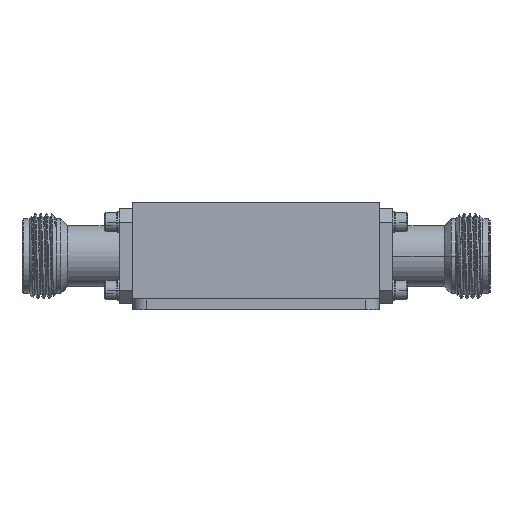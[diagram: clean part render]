
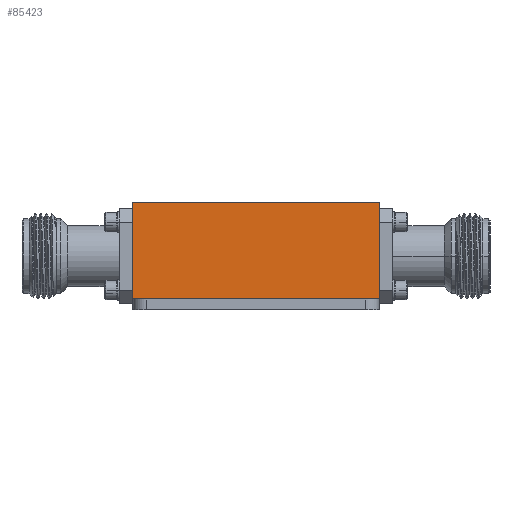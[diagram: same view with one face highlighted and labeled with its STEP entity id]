
A CAD part, left-side view. The second image highlights one B-rep face of the part: STEP entity #85423.
In plain terms, the highlighted planar face has unit normal (-1, 0, 0).
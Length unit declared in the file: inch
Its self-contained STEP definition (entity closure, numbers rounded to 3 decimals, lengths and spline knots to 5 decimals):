
#2808 = CARTESIAN_POINT ( 'NONE',  ( -3.50394, -0.90551, 0.3937 ) ) ;
#3447 = DIRECTION ( 'NONE',  ( 0., -1., 0. ) ) ;
#4021 = DIRECTION ( 'NONE',  ( 1., 0., 0. ) ) ;
#8403 = CARTESIAN_POINT ( 'NONE',  ( -3.50394, -0.90551, 0.3937 ) ) ;
#8673 = FACE_OUTER_BOUND ( 'NONE', #83309, .T. ) ;
#13670 = LINE ( 'NONE', #65512, #79840 ) ;
#14255 = VECTOR ( 'NONE', #15802, 39.37008 ) ;
#15802 = DIRECTION ( 'NONE',  ( 0., 0., -1. ) ) ;
#17604 = CARTESIAN_POINT ( 'NONE',  ( -3.50394, 0.90551, 0.3937 ) ) ;
#21106 = VECTOR ( 'NONE', #23365, 39.37008 ) ;
#23365 = DIRECTION ( 'NONE',  ( 0., 0., -1. ) ) ;
#28586 = ORIENTED_EDGE ( 'NONE', *, *, #48657, .F. ) ;
#33858 = VERTEX_POINT ( 'NONE', #17604 ) ;
#41364 = EDGE_CURVE ( 'NONE', #87011, #77128, #13670, .T. ) ;
#42268 = DIRECTION ( 'NONE',  ( 0., 0., -1. ) ) ;
#44366 = CARTESIAN_POINT ( 'NONE',  ( -3.50394, 0.90551, -0.31496 ) ) ;
#46431 = AXIS2_PLACEMENT_3D ( 'NONE', #63110, #4021, #42268 ) ;
#48657 = EDGE_CURVE ( 'NONE', #33858, #50846, #65668, .T. ) ;
#49152 = PLANE ( 'NONE',  #46431 ) ;
#50846 = VERTEX_POINT ( 'NONE', #94286 ) ;
#52810 = CARTESIAN_POINT ( 'NONE',  ( -3.50394, 0.90551, 0.3937 ) ) ;
#58029 = ORIENTED_EDGE ( 'NONE', *, *, #88578, .F. ) ;
#61934 = LINE ( 'NONE', #52810, #14255 ) ;
#63110 = CARTESIAN_POINT ( 'NONE',  ( -3.50394, -0.90551, 0.3937 ) ) ;
#65512 = CARTESIAN_POINT ( 'NONE',  ( -3.50394, -0.90551, -0.31496 ) ) ;
#65668 = LINE ( 'NONE', #2808, #66790 ) ;
#66790 = VECTOR ( 'NONE', #3447, 39.37008 ) ;
#71285 = CARTESIAN_POINT ( 'NONE',  ( -3.50394, -0.90551, -0.31496 ) ) ;
#72742 = EDGE_CURVE ( 'NONE', #33858, #87011, #61934, .T. ) ;
#77128 = VERTEX_POINT ( 'NONE', #71285 ) ;
#79177 = ORIENTED_EDGE ( 'NONE', *, *, #41364, .T. ) ;
#79840 = VECTOR ( 'NONE', #81055, 39.37008 ) ;
#81055 = DIRECTION ( 'NONE',  ( 0., -1., 0. ) ) ;
#83309 = EDGE_LOOP ( 'NONE', ( #85462, #79177, #58029, #28586 ) ) ;
#85423 = ADVANCED_FACE ( 'NONE', ( #8673 ), #49152, .F. ) ;
#85462 = ORIENTED_EDGE ( 'NONE', *, *, #72742, .T. ) ;
#87011 = VERTEX_POINT ( 'NONE', #44366 ) ;
#88578 = EDGE_CURVE ( 'NONE', #50846, #77128, #90662, .T. ) ;
#90662 = LINE ( 'NONE', #8403, #21106 ) ;
#94286 = CARTESIAN_POINT ( 'NONE',  ( -3.50394, -0.90551, 0.3937 ) ) ;
